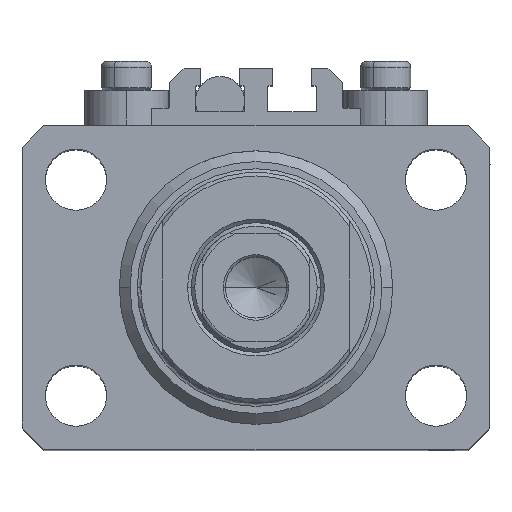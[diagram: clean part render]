
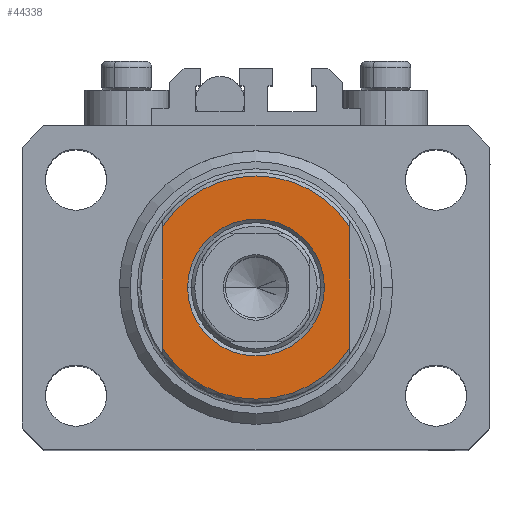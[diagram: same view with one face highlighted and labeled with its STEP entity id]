
A CAD part, top view. The second image highlights one B-rep face of the part: STEP entity #44338.
In plain terms, the highlighted face is planar.
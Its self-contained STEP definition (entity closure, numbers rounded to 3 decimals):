
#1615 = LINE ( 'NONE', #38719, #37113 ) ;
#2377 = ORIENTED_EDGE ( 'NONE', *, *, #12523, .T. ) ;
#3608 = PLANE ( 'NONE',  #19974 ) ;
#3954 = CARTESIAN_POINT ( 'NONE',  ( 0., 0., -6.5 ) ) ;
#4382 = DIRECTION ( 'NONE',  ( 0., 0., 1. ) ) ;
#5301 = VERTEX_POINT ( 'NONE', #5982 ) ;
#5982 = CARTESIAN_POINT ( 'NONE',  ( 9.5, 0., -6.5 ) ) ;
#6105 = CARTESIAN_POINT ( 'NONE',  ( 13., -8.441, -6.5 ) ) ;
#7320 = EDGE_CURVE ( 'NONE', #9990, #28637, #1615, .T. ) ;
#7561 = CARTESIAN_POINT ( 'NONE',  ( 0., 0., -6.5 ) ) ;
#8134 = CIRCLE ( 'NONE', #35412, 9.5 ) ;
#8154 = AXIS2_PLACEMENT_3D ( 'NONE', #3954, #45413, #44938 ) ;
#9194 = ORIENTED_EDGE ( 'NONE', *, *, #12249, .T. ) ;
#9566 = LINE ( 'NONE', #43225, #27875 ) ;
#9990 = VERTEX_POINT ( 'NONE', #36525 ) ;
#12249 = EDGE_CURVE ( 'NONE', #28747, #21191, #9566, .T. ) ;
#12289 = AXIS2_PLACEMENT_3D ( 'NONE', #25613, #17798, #47070 ) ;
#12523 = EDGE_CURVE ( 'NONE', #9990, #28747, #30272, .T. ) ;
#13200 = VERTEX_POINT ( 'NONE', #47797 ) ;
#13359 = ORIENTED_EDGE ( 'NONE', *, *, #46931, .T. ) ;
#14017 = ORIENTED_EDGE ( 'NONE', *, *, #38593, .T. ) ;
#17798 = DIRECTION ( 'NONE',  ( 0., 0., -1. ) ) ;
#18008 = FACE_OUTER_BOUND ( 'NONE', #45838, .T. ) ;
#18245 = FACE_BOUND ( 'NONE', #33551, .T. ) ;
#19681 = DIRECTION ( 'NONE',  ( 0., -1., 0. ) ) ;
#19739 = DIRECTION ( 'NONE',  ( -1., 0., 0. ) ) ;
#19974 = AXIS2_PLACEMENT_3D ( 'NONE', #29508, #44352, #32910 ) ;
#21191 = VERTEX_POINT ( 'NONE', #6105 ) ;
#21457 = DIRECTION ( 'NONE',  ( 0., 0., -1. ) ) ;
#24023 = EDGE_CURVE ( 'NONE', #13200, #5301, #8134, .T. ) ;
#24451 = DIRECTION ( 'NONE',  ( 0., -1., 0. ) ) ;
#25613 = CARTESIAN_POINT ( 'NONE',  ( 0., 0., -6.5 ) ) ;
#26047 = CIRCLE ( 'NONE', #8154, 9.5 ) ;
#26069 = ORIENTED_EDGE ( 'NONE', *, *, #24023, .T. ) ;
#27875 = VECTOR ( 'NONE', #24451, 1000. ) ;
#28548 = DIRECTION ( 'NONE',  ( -1., 0., 0. ) ) ;
#28637 = VERTEX_POINT ( 'NONE', #38111 ) ;
#28747 = VERTEX_POINT ( 'NONE', #36123 ) ;
#29508 = CARTESIAN_POINT ( 'NONE',  ( 0., 0., -6.5 ) ) ;
#30272 = CIRCLE ( 'NONE', #33387, 15.5 ) ;
#31012 = CIRCLE ( 'NONE', #12289, 15.5 ) ;
#32910 = DIRECTION ( 'NONE',  ( -1., 0., 0. ) ) ;
#33254 = ORIENTED_EDGE ( 'NONE', *, *, #7320, .F. ) ;
#33387 = AXIS2_PLACEMENT_3D ( 'NONE', #47067, #21457, #28548 ) ;
#33551 = EDGE_LOOP ( 'NONE', ( #26069, #14017 ) ) ;
#35412 = AXIS2_PLACEMENT_3D ( 'NONE', #7561, #4382, #19739 ) ;
#36123 = CARTESIAN_POINT ( 'NONE',  ( 13., 8.441, -6.5 ) ) ;
#36525 = CARTESIAN_POINT ( 'NONE',  ( -13., 8.441, -6.5 ) ) ;
#37113 = VECTOR ( 'NONE', #19681, 1000. ) ;
#38111 = CARTESIAN_POINT ( 'NONE',  ( -13., -8.441, -6.5 ) ) ;
#38593 = EDGE_CURVE ( 'NONE', #5301, #13200, #26047, .T. ) ;
#38719 = CARTESIAN_POINT ( 'NONE',  ( -13., -43.081, -6.5 ) ) ;
#43225 = CARTESIAN_POINT ( 'NONE',  ( 13., -43.081, -6.5 ) ) ;
#44338 = ADVANCED_FACE ( 'NONE', ( #18245, #18008 ), #3608, .T. ) ;
#44352 = DIRECTION ( 'NONE',  ( 0., 0., -1. ) ) ;
#44938 = DIRECTION ( 'NONE',  ( -1., 0., 0. ) ) ;
#45413 = DIRECTION ( 'NONE',  ( 0., 0., 1. ) ) ;
#45838 = EDGE_LOOP ( 'NONE', ( #2377, #9194, #13359, #33254 ) ) ;
#46931 = EDGE_CURVE ( 'NONE', #21191, #28637, #31012, .T. ) ;
#47067 = CARTESIAN_POINT ( 'NONE',  ( 0., 0., -6.5 ) ) ;
#47070 = DIRECTION ( 'NONE',  ( -1., 0., 0. ) ) ;
#47797 = CARTESIAN_POINT ( 'NONE',  ( -9.5, 0., -6.5 ) ) ;
